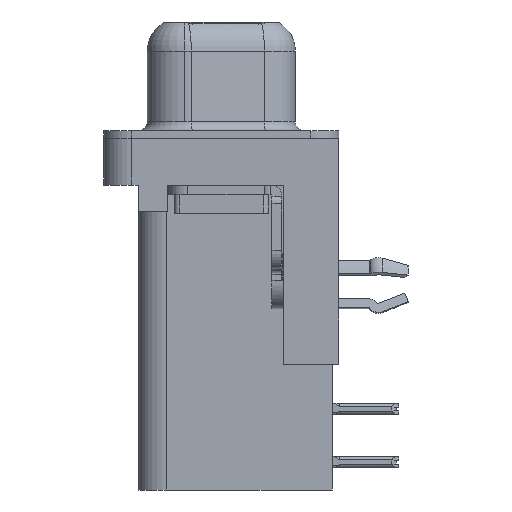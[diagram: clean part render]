
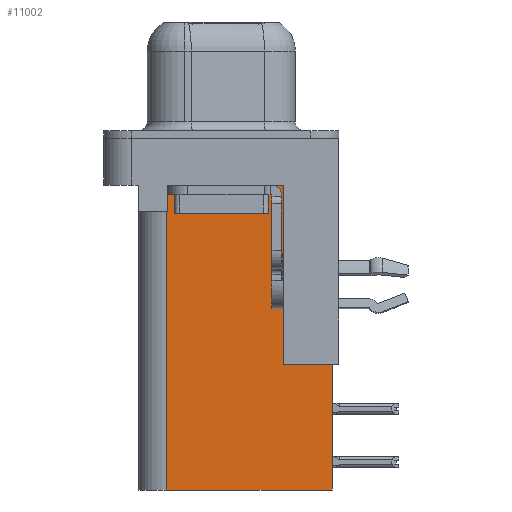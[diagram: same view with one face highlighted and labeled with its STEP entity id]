
A CAD part, left-side view. The second image highlights one B-rep face of the part: STEP entity #11002.
In plain terms, the highlighted planar face has unit normal (-1, 0, 0).
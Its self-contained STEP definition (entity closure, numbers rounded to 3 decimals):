
#748 = ORIENTED_EDGE ( 'NONE', *, *, #19076, .T. ) ;
#1243 = ORIENTED_EDGE ( 'NONE', *, *, #7997, .T. ) ;
#1455 = ORIENTED_EDGE ( 'NONE', *, *, #20895, .F. ) ;
#2165 = CARTESIAN_POINT ( 'NONE',  ( 3.79, -6.295, -12.05 ) ) ;
#2193 = CARTESIAN_POINT ( 'NONE',  ( 3.79, -3.295, -2.5 ) ) ;
#2359 = LINE ( 'NONE', #13471, #12157 ) ;
#2424 = VECTOR ( 'NONE', #23245, 1000. ) ;
#2618 = CARTESIAN_POINT ( 'NONE',  ( 3.79, 2.925, -3.9 ) ) ;
#4021 = ORIENTED_EDGE ( 'NONE', *, *, #14607, .T. ) ;
#4126 = DIRECTION ( 'NONE',  ( 0., 1., 0. ) ) ;
#4458 = CARTESIAN_POINT ( 'NONE',  ( 3.79, -5.925, -12.05 ) ) ;
#4482 = CARTESIAN_POINT ( 'NONE',  ( 3.79, 0., -3.9 ) ) ;
#4529 = VECTOR ( 'NONE', #19230, 1000. ) ;
#4755 = DIRECTION ( 'NONE',  ( 1., 0., 0. ) ) ;
#5801 = EDGE_CURVE ( 'NONE', #20082, #16867, #11847, .T. ) ;
#6435 = VECTOR ( 'NONE', #14913, 1000. ) ;
#6534 = CARTESIAN_POINT ( 'NONE',  ( 3.79, -3.295, -18.76 ) ) ;
#6906 = VECTOR ( 'NONE', #8475, 1000. ) ;
#7297 = CARTESIAN_POINT ( 'NONE',  ( 3.79, -3.295, -18.76 ) ) ;
#7997 = EDGE_CURVE ( 'NONE', #16077, #22668, #25236, .T. ) ;
#8475 = DIRECTION ( 'NONE',  ( 0., 1., 0. ) ) ;
#8579 = PLANE ( 'NONE',  #10408 ) ;
#9277 = CARTESIAN_POINT ( 'NONE',  ( 3.79, 2.895, -2.5 ) ) ;
#9369 = CARTESIAN_POINT ( 'NONE',  ( 3.79, 2.925, -18.76 ) ) ;
#9600 = VECTOR ( 'NONE', #4126, 1000. ) ;
#9724 = LINE ( 'NONE', #9369, #4529 ) ;
#9922 = CARTESIAN_POINT ( 'NONE',  ( 3.79, -5.925, -18.76 ) ) ;
#10352 = ORIENTED_EDGE ( 'NONE', *, *, #15654, .F. ) ;
#10408 = AXIS2_PLACEMENT_3D ( 'NONE', #16466, #4755, #18445 ) ;
#11002 = ADVANCED_FACE ( 'NONE', ( #23636 ), #8579, .F. ) ;
#11543 = CARTESIAN_POINT ( 'NONE',  ( 3.79, -3.295, -2.5 ) ) ;
#11847 = LINE ( 'NONE', #4482, #22251 ) ;
#11947 = LINE ( 'NONE', #7297, #12577 ) ;
#12157 = VECTOR ( 'NONE', #15411, 1000. ) ;
#12226 = CARTESIAN_POINT ( 'NONE',  ( 3.79, -3.295, -12.05 ) ) ;
#12577 = VECTOR ( 'NONE', #20960, 1000. ) ;
#13471 = CARTESIAN_POINT ( 'NONE',  ( 3.79, 2.895, -3.9 ) ) ;
#14607 = EDGE_CURVE ( 'NONE', #22668, #22143, #11947, .T. ) ;
#14913 = DIRECTION ( 'NONE',  ( 0., 0., -1. ) ) ;
#15411 = DIRECTION ( 'NONE',  ( 0., 0., -1. ) ) ;
#15654 = EDGE_CURVE ( 'NONE', #16077, #22516, #22010, .T. ) ;
#16077 = VERTEX_POINT ( 'NONE', #4458 ) ;
#16466 = CARTESIAN_POINT ( 'NONE',  ( 3.79, -3.295, -18.76 ) ) ;
#16550 = EDGE_CURVE ( 'NONE', #22143, #20031, #17692, .T. ) ;
#16867 = VERTEX_POINT ( 'NONE', #2618 ) ;
#17298 = LINE ( 'NONE', #6534, #6906 ) ;
#17692 = LINE ( 'NONE', #11543, #2424 ) ;
#17881 = ORIENTED_EDGE ( 'NONE', *, *, #5801, .T. ) ;
#18027 = ORIENTED_EDGE ( 'NONE', *, *, #16550, .T. ) ;
#18445 = DIRECTION ( 'NONE',  ( 0., 1., 0. ) ) ;
#18559 = ORIENTED_EDGE ( 'NONE', *, *, #18588, .F. ) ;
#18588 = EDGE_CURVE ( 'NONE', #24245, #16867, #9724, .T. ) ;
#19076 = EDGE_CURVE ( 'NONE', #20031, #20082, #2359, .T. ) ;
#19230 = DIRECTION ( 'NONE',  ( 0., 0., 1. ) ) ;
#19232 = CARTESIAN_POINT ( 'NONE',  ( 3.79, 2.895, -3.9 ) ) ;
#19235 = EDGE_LOOP ( 'NONE', ( #18027, #748, #17881, #18559, #1455, #10352, #1243, #4021 ) ) ;
#20031 = VERTEX_POINT ( 'NONE', #9277 ) ;
#20082 = VERTEX_POINT ( 'NONE', #19232 ) ;
#20654 = CARTESIAN_POINT ( 'NONE',  ( 3.79, -5.925, -2. ) ) ;
#20895 = EDGE_CURVE ( 'NONE', #22516, #24245, #17298, .T. ) ;
#20960 = DIRECTION ( 'NONE',  ( 0., 0., 1. ) ) ;
#21433 = CARTESIAN_POINT ( 'NONE',  ( 3.79, 2.925, -18.76 ) ) ;
#22010 = LINE ( 'NONE', #20654, #6435 ) ;
#22143 = VERTEX_POINT ( 'NONE', #2193 ) ;
#22251 = VECTOR ( 'NONE', #24008, 1000. ) ;
#22516 = VERTEX_POINT ( 'NONE', #9922 ) ;
#22668 = VERTEX_POINT ( 'NONE', #12226 ) ;
#23245 = DIRECTION ( 'NONE',  ( 0., 1., 0. ) ) ;
#23636 = FACE_OUTER_BOUND ( 'NONE', #19235, .T. ) ;
#24008 = DIRECTION ( 'NONE',  ( 0., 1., 0. ) ) ;
#24245 = VERTEX_POINT ( 'NONE', #21433 ) ;
#25236 = LINE ( 'NONE', #2165, #9600 ) ;
